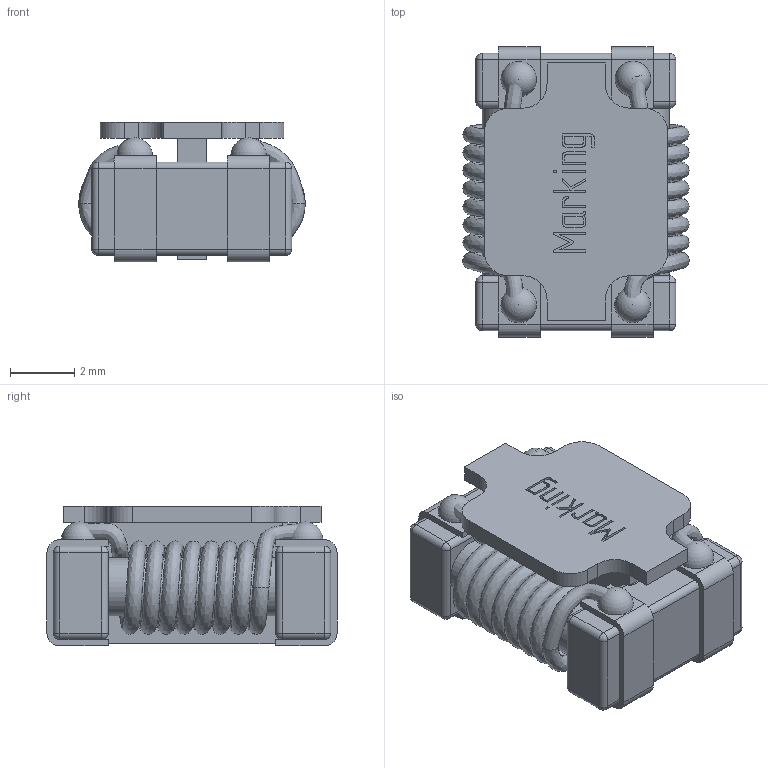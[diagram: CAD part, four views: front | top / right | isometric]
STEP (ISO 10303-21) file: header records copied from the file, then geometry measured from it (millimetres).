
FILE_DESCRIPTION(/* description */ ('Unknown'),/* implementation_level */ '2;1');
FILE_NAME(/* name */ '9070',/* time_stamp */ '2025-03-21T07:53:09+01:00',/* author */ ('Unknown'),/* organization */ ('Unknown'),/* preprocessor_version */ 'ST-DEVELOPER v19.4',/* originating_system */ 'Solid Edge',/* authorisation */ 'Unknown');
FILE_SCHEMA (('AUTOMOTIVE_DESIGN {1 0 10303 214 3 1 1}'));
Length unit declared in the file: millimetre
Products named in the file (8): 9070; Coil holder; Cover; Lödpin; Feet; Coil; Zink; Coil left
Assembly tree (13 placements, depth 2):
  9070
    Coil holder
    Cover
    Lödpin  x4
    Feet
    Coil
    Zink  x4
    Coil left
Bounding box: 7.02 x 9 x 4.34 mm (x, y, z)
Volume: 154.8 mm3; surface area: 610.5 mm2
Topology: 13 solids, 13 shells, 276 faces, 662 edges, 400 vertices
Faces by surface type: plane 147, cylinder 74, bspline 27, sphere 20, torus 8
Full cylindrical faces by diameter (mm): 1.8 x2
Entity records: 14593 total; most frequent: CARTESIAN_POINT 9450, ORIENTED_EDGE 1038, DIRECTION 970, EDGE_CURVE 519, AXIS2_PLACEMENT_3D 362, VERTEX_POINT 321, LINE 246, VECTOR 246
